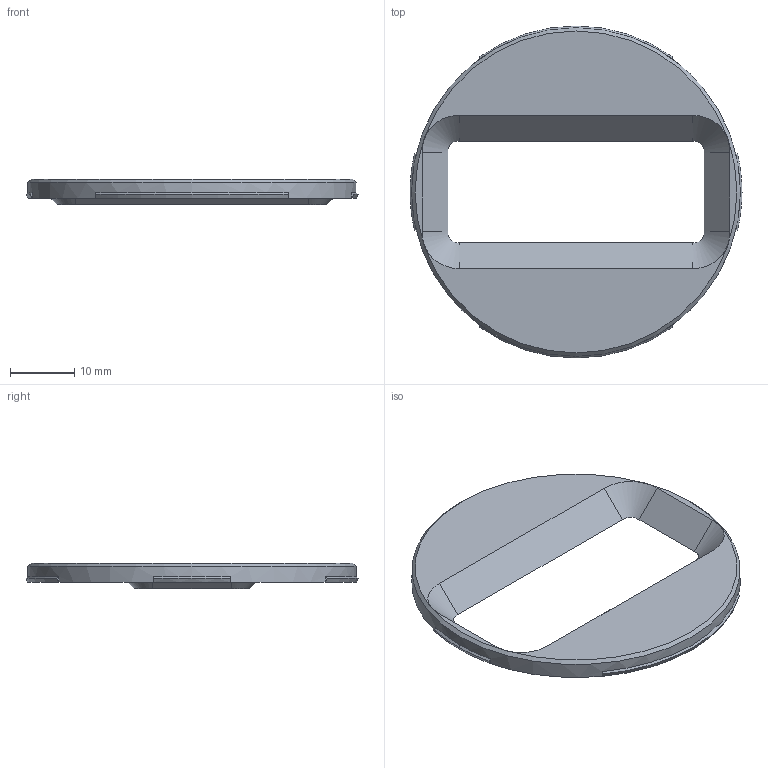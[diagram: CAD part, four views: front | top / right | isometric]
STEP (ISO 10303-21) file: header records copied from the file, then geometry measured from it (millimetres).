
FILE_DESCRIPTION(('HOOPS Exchange Step'),'2;1');
FILE_NAME('temp_export','2023-06-13T19:31:58-04:00',('gmoua'),('Shapr3D Limited'),'HOOPS Exchange 2022.2','Shapr3D','Authorized');
FILE_SCHEMA( ('AUTOMOTIVE_DESIGN { 1 0 10303 214 1 1 1 1 }') );
Length unit declared in the file: millimetre
Products named in the file (1): Lens Face Cover
Bounding box: 51.77 x 51.77 x 4 mm (x, y, z)
Volume: 3376.5 mm3; surface area: 3681.2 mm2
Topology: 1 solids, 1 shells, 47 faces, 136 edges, 96 vertices
Faces by surface type: plane 23, cone 11, bspline 8, cylinder 5
Full cylindrical faces by diameter (mm): 4 x4, 51.2 x1
Entity records: 2237 total; most frequent: CARTESIAN_POINT 1001, ORIENTED_EDGE 272, DIRECTION 208, EDGE_CURVE 136, VERTEX_POINT 96, AXIS2_PLACEMENT_3D 76, VECTOR 56, LINE 56
